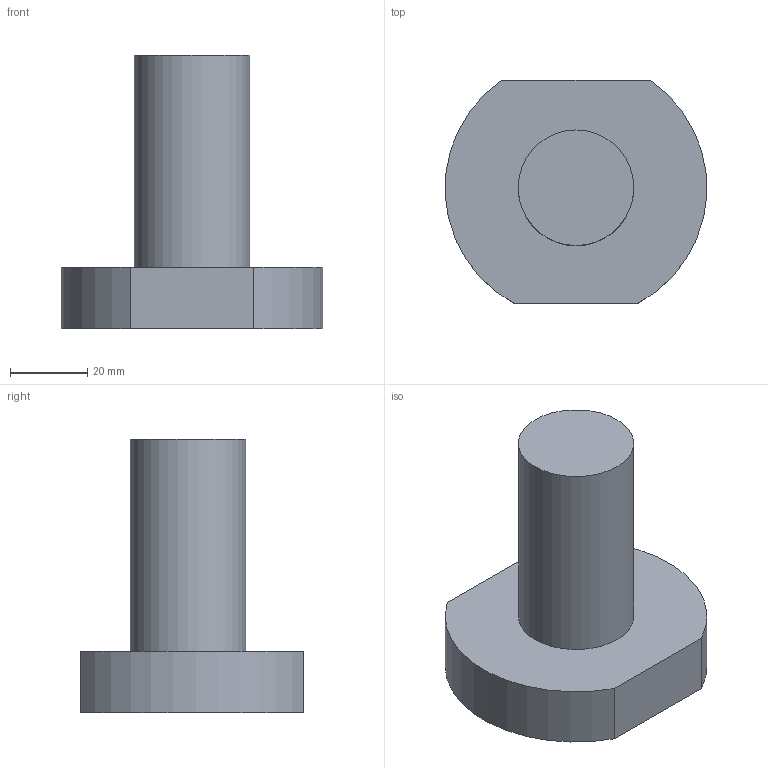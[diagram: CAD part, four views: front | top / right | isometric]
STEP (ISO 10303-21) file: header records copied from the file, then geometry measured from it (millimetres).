
FILE_DESCRIPTION(/* description */ (''),/* implementation_level */ '2;1');
FILE_NAME(/* name */ 'VDI.30-Z2.S.stp',/* time_stamp */ '2024-10-02T08:40:19+02:00',/* author */ (''),/* organization */ (''),/* preprocessor_version */ 'ST-DEVELOPER v16.7',/* originating_system */ 'SIEMENS PLM Software NX 12.0',/* authorisation */ '');
FILE_SCHEMA (('AUTOMOTIVE_DESIGN { 1 0 10303 214 3 1 1 1 }'));
Length unit declared in the file: millimetre
Products named in the file (1): pf6624DC61AFpntr
Bounding box: 67.89 x 58 x 71 mm (x, y, z)
Volume: 93085.9 mm3; surface area: 15317.6 mm2
Topology: 1 solids, 1 shells, 8 faces, 16 edges, 11 vertices
Faces by surface type: plane 5, cylinder 3
Full cylindrical faces by diameter (mm): 30 x1
Entity records: 287 total; most frequent: DIRECTION 48, CARTESIAN_POINT 41, ORIENTED_EDGE 34, AXIS2_PLACEMENT_3D 19, EDGE_CURVE 17, VERTEX_POINT 12, LINE 10, VECTOR 10
